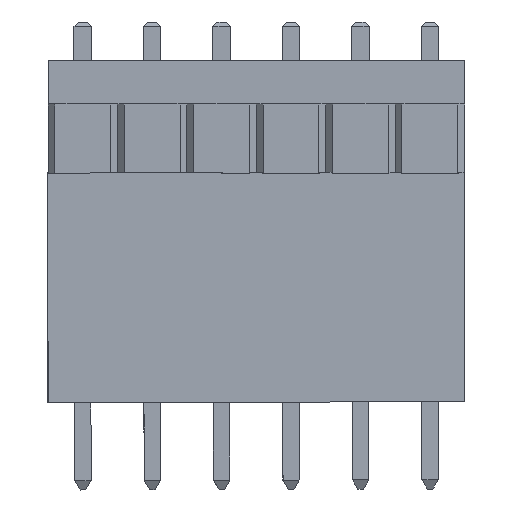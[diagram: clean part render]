
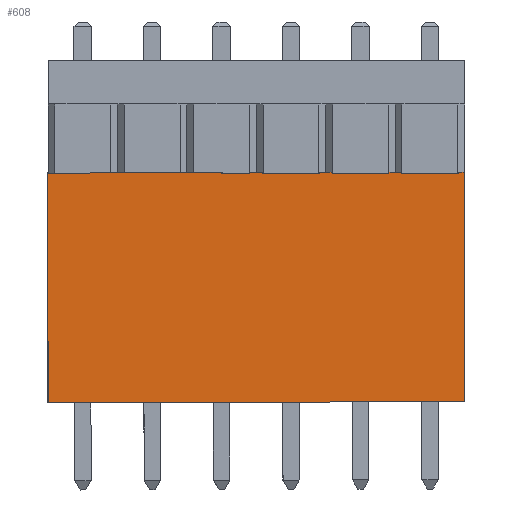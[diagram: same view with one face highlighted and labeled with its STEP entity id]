
A CAD part, front view. The second image highlights one B-rep face of the part: STEP entity #608.
In plain terms, the highlighted planar face has unit normal (0.004, -1, -0.003).
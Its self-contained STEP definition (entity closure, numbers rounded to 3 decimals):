
#48 = VERTEX_POINT('',#49);
#49 = CARTESIAN_POINT('',(-1.267,-1.273,
    -0.006));
#55 = EDGE_CURVE('',#48,#56,#58,.T.);
#56 = VERTEX_POINT('',#57);
#57 = CARTESIAN_POINT('',(-1.288,-1.294,8.394
    ));
#58 = LINE('',#59,#60);
#59 = CARTESIAN_POINT('',(-1.267,-1.273,
    -0.006));
#60 = VECTOR('',#61,1.);
#61 = DIRECTION('',(-0.002,-0.002,
    1.));
#589 = VERTEX_POINT('',#590);
#590 = CARTESIAN_POINT('',(13.972,-1.21,
    0.032));
#596 = EDGE_CURVE('',#48,#589,#597,.T.);
#597 = LINE('',#598,#599);
#598 = CARTESIAN_POINT('',(-1.267,-1.273,
    -0.006));
#599 = VECTOR('',#600,1.);
#600 = DIRECTION('',(1.,0.004,
    0.002));
#608 = ADVANCED_FACE('',(#609),#755,.T.);
#609 = FACE_BOUND('',#610,.T.);
#610 = EDGE_LOOP('',(#611,#619,#620,#621,#629,#637,#645,#653,#661,#669,
    #677,#685,#693,#701,#709,#717,#725,#733,#741,#749));
#611 = ORIENTED_EDGE('',*,*,#612,.F.);
#612 = EDGE_CURVE('',#56,#613,#615,.T.);
#613 = VERTEX_POINT('',#614);
#614 = CARTESIAN_POINT('',(5.103,-1.267,8.41
    ));
#615 = LINE('',#616,#617);
#616 = CARTESIAN_POINT('',(-0.018,-1.288,
    8.397));
#617 = VECTOR('',#618,1.);
#618 = DIRECTION('',(1.,0.004,
    0.002));
#619 = ORIENTED_EDGE('',*,*,#55,.F.);
#620 = ORIENTED_EDGE('',*,*,#596,.T.);
#621 = ORIENTED_EDGE('',*,*,#622,.F.);
#622 = EDGE_CURVE('',#623,#589,#625,.T.);
#623 = VERTEX_POINT('',#624);
#624 = CARTESIAN_POINT('',(13.952,-1.231,
    8.432));
#625 = LINE('',#626,#627);
#626 = CARTESIAN_POINT('',(13.972,-1.21,
    0.032));
#627 = VECTOR('',#628,1.);
#628 = DIRECTION('',(0.002,0.002,
    -1.));
#629 = ORIENTED_EDGE('',*,*,#630,.F.);
#630 = EDGE_CURVE('',#631,#623,#633,.T.);
#631 = VERTEX_POINT('',#632);
#632 = CARTESIAN_POINT('',(13.753,-1.232,
    8.431));
#633 = LINE('',#634,#635);
#634 = CARTESIAN_POINT('',(-0.018,-1.288,
    8.397));
#635 = VECTOR('',#636,1.);
#636 = DIRECTION('',(1.,0.004,
    0.002));
#637 = ORIENTED_EDGE('',*,*,#638,.T.);
#638 = EDGE_CURVE('',#631,#639,#641,.T.);
#639 = VERTEX_POINT('',#640);
#640 = CARTESIAN_POINT('',(13.753,-1.232,
    8.382));
#641 = LINE('',#642,#643);
#642 = CARTESIAN_POINT('',(13.76,-1.225,
    5.477));
#643 = VECTOR('',#644,1.);
#644 = DIRECTION('',(0.002,0.002,
    -1.));
#645 = ORIENTED_EDGE('',*,*,#646,.T.);
#646 = EDGE_CURVE('',#639,#647,#649,.T.);
#647 = VERTEX_POINT('',#648);
#648 = CARTESIAN_POINT('',(11.651,-1.241,
    8.382));
#649 = LINE('',#650,#651);
#650 = CARTESIAN_POINT('',(2.543,-1.278,8.382
    ));
#651 = VECTOR('',#652,1.);
#652 = DIRECTION('',(-1.,-0.004,
    0.));
#653 = ORIENTED_EDGE('',*,*,#654,.T.);
#654 = EDGE_CURVE('',#647,#655,#657,.T.);
#655 = VERTEX_POINT('',#656);
#656 = CARTESIAN_POINT('',(11.651,-1.241,8.426
    ));
#657 = LINE('',#658,#659);
#658 = CARTESIAN_POINT('',(11.643,-1.233,5.442));
#659 = VECTOR('',#660,1.);
#660 = DIRECTION('',(0.002,-0.002,
    1.));
#661 = ORIENTED_EDGE('',*,*,#662,.F.);
#662 = EDGE_CURVE('',#663,#655,#665,.T.);
#663 = VERTEX_POINT('',#664);
#664 = CARTESIAN_POINT('',(11.202,-1.243,8.425
    ));
#665 = LINE('',#666,#667);
#666 = CARTESIAN_POINT('',(-0.018,-1.288,
    8.397));
#667 = VECTOR('',#668,1.);
#668 = DIRECTION('',(1.,0.004,
    0.002));
#669 = ORIENTED_EDGE('',*,*,#670,.T.);
#670 = EDGE_CURVE('',#663,#671,#673,.T.);
#671 = VERTEX_POINT('',#672);
#672 = CARTESIAN_POINT('',(11.202,-1.242,
    8.382));
#673 = LINE('',#674,#675);
#674 = CARTESIAN_POINT('',(11.21,-1.235,5.473
    ));
#675 = VECTOR('',#676,1.);
#676 = DIRECTION('',(0.002,0.002,
    -1.));
#677 = ORIENTED_EDGE('',*,*,#678,.T.);
#678 = EDGE_CURVE('',#671,#679,#681,.T.);
#679 = VERTEX_POINT('',#680);
#680 = CARTESIAN_POINT('',(9.121,-1.251,8.382
    ));
#681 = LINE('',#682,#683);
#682 = CARTESIAN_POINT('',(2.543,-1.278,8.382
    ));
#683 = VECTOR('',#684,1.);
#684 = DIRECTION('',(-1.,-0.004,
    0.));
#685 = ORIENTED_EDGE('',*,*,#686,.T.);
#686 = EDGE_CURVE('',#679,#687,#689,.T.);
#687 = VERTEX_POINT('',#688);
#688 = CARTESIAN_POINT('',(9.121,-1.251,8.42
    ));
#689 = LINE('',#690,#691);
#690 = CARTESIAN_POINT('',(9.114,-1.244,5.445
    ));
#691 = VECTOR('',#692,1.);
#692 = DIRECTION('',(0.002,-0.002,
    1.));
#693 = ORIENTED_EDGE('',*,*,#694,.F.);
#694 = EDGE_CURVE('',#695,#687,#697,.T.);
#695 = VERTEX_POINT('',#696);
#696 = CARTESIAN_POINT('',(8.652,-1.253,8.419
    ));
#697 = LINE('',#698,#699);
#698 = CARTESIAN_POINT('',(-0.018,-1.288,
    8.397));
#699 = VECTOR('',#700,1.);
#700 = DIRECTION('',(1.,0.004,
    0.002));
#701 = ORIENTED_EDGE('',*,*,#702,.T.);
#702 = EDGE_CURVE('',#695,#703,#705,.T.);
#703 = VERTEX_POINT('',#704);
#704 = CARTESIAN_POINT('',(8.652,-1.253,8.382
    ));
#705 = LINE('',#706,#707);
#706 = CARTESIAN_POINT('',(8.659,-1.246,5.47
    ));
#707 = VECTOR('',#708,1.);
#708 = DIRECTION('',(0.002,0.002,
    -1.));
#709 = ORIENTED_EDGE('',*,*,#710,.T.);
#710 = EDGE_CURVE('',#703,#711,#713,.T.);
#711 = VERTEX_POINT('',#712);
#712 = CARTESIAN_POINT('',(6.591,-1.261,8.382
    ));
#713 = LINE('',#714,#715);
#714 = CARTESIAN_POINT('',(2.543,-1.278,8.382
    ));
#715 = VECTOR('',#716,1.);
#716 = DIRECTION('',(-1.,-0.004,
    0.));
#717 = ORIENTED_EDGE('',*,*,#718,.T.);
#718 = EDGE_CURVE('',#711,#719,#721,.T.);
#719 = VERTEX_POINT('',#720);
#720 = CARTESIAN_POINT('',(6.591,-1.261,8.413
    ));
#721 = LINE('',#722,#723);
#722 = CARTESIAN_POINT('',(6.584,-1.254,5.448
    ));
#723 = VECTOR('',#724,1.);
#724 = DIRECTION('',(0.002,-0.002,
    1.));
#725 = ORIENTED_EDGE('',*,*,#726,.F.);
#726 = EDGE_CURVE('',#727,#719,#729,.T.);
#727 = VERTEX_POINT('',#728);
#728 = CARTESIAN_POINT('',(6.102,-1.263,8.412
    ));
#729 = LINE('',#730,#731);
#730 = CARTESIAN_POINT('',(-0.018,-1.288,
    8.397));
#731 = VECTOR('',#732,1.);
#732 = DIRECTION('',(1.,0.004,
    0.002));
#733 = ORIENTED_EDGE('',*,*,#734,.T.);
#734 = EDGE_CURVE('',#727,#735,#737,.T.);
#735 = VERTEX_POINT('',#736);
#736 = CARTESIAN_POINT('',(6.102,-1.263,8.382
    ));
#737 = LINE('',#738,#739);
#738 = CARTESIAN_POINT('',(6.109,-1.256,5.467
    ));
#739 = VECTOR('',#740,1.);
#740 = DIRECTION('',(0.002,0.002,
    -1.));
#741 = ORIENTED_EDGE('',*,*,#742,.T.);
#742 = EDGE_CURVE('',#735,#743,#745,.T.);
#743 = VERTEX_POINT('',#744);
#744 = CARTESIAN_POINT('',(5.086,-1.267,8.382
    ));
#745 = LINE('',#746,#747);
#746 = CARTESIAN_POINT('',(2.543,-1.278,8.382
    ));
#747 = VECTOR('',#748,1.);
#748 = DIRECTION('',(-1.,-0.004,
    0.));
#749 = ORIENTED_EDGE('',*,*,#750,.F.);
#750 = EDGE_CURVE('',#613,#743,#751,.T.);
#751 = LINE('',#752,#753);
#752 = CARTESIAN_POINT('',(3.104,-1.267,5.116
    ));
#753 = VECTOR('',#754,1.);
#754 = DIRECTION('',(-0.519,0.,-0.855)
  );
#755 = PLANE('',#756);
#756 = AXIS2_PLACEMENT_3D('',#757,#758,#759);
#757 = CARTESIAN_POINT('',(-1.267,-1.273,
    -0.006));
#758 = DIRECTION('',(0.004,-1.,
    -0.002));
#759 = DIRECTION('',(0.002,0.002,
    -1.));
